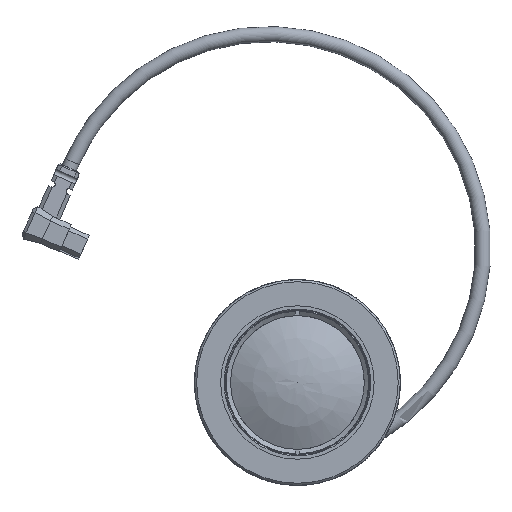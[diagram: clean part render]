
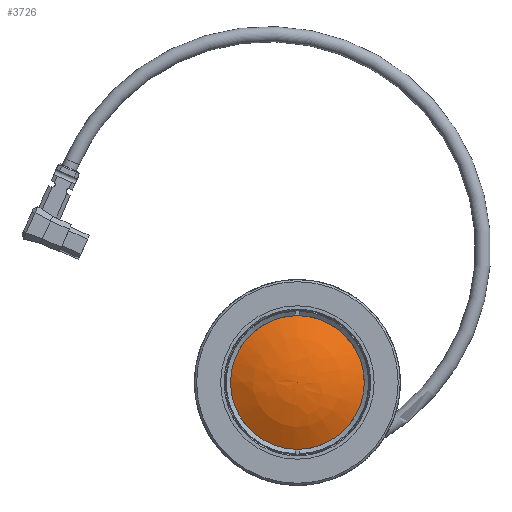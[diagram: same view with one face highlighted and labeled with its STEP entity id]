
A CAD part, left-side view. The second image highlights one B-rep face of the part: STEP entity #3726.
In plain terms, the highlighted face is a revolution surface.
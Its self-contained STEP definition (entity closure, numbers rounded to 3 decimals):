
#128=SURFACE_OF_REVOLUTION('',#249,#130);
#130=AXIS1_PLACEMENT('',#20583,#16909);
#132=VERTEX_LOOP('',#10313);
#248=B_SPLINE_CURVE_WITH_KNOTS('',3,(#20557,#20558,#20559,#20560,#20561,
#20562,#20563,#20564,#20565,#20566,#20567,#20568,#20569,#20570,#20571,#20572,
#20573,#20574),.UNSPECIFIED.,.T.,.F.,(2,2,2,2,2,2,2,2,2,2,2),(-0.125,0.,
0.125,0.25,0.375,0.5,0.625,0.75,0.875,1.,1.125),.UNSPECIFIED.);
#249=B_SPLINE_CURVE_WITH_KNOTS('',3,(#20578,#20579,#20580,#20581,#20582),
 .UNSPECIFIED.,.F.,.F.,(4,1,4),(0.,0.514,1.),.UNSPECIFIED.);
#3726=ADVANCED_FACE('',(#4460,#4461),#128,.F.);
#4460=FACE_BOUND('',#132,.T.);
#4461=FACE_BOUND('',#5286,.T.);
#5286=EDGE_LOOP('',(#8014));
#8014=ORIENTED_EDGE('',*,*,#12255,.F.);
#10312=VERTEX_POINT('',#20575);
#10313=VERTEX_POINT('',#20577);
#12255=EDGE_CURVE('',#10312,#10312,#248,.T.);
#16909=DIRECTION('',(-1.,0.,0.));
#20557=CARTESIAN_POINT('',(-54.206,4.254,16.25));
#20558=CARTESIAN_POINT('',(-54.206,-4.254,16.25));
#20559=CARTESIAN_POINT('',(-54.206,-8.482,14.499));
#20560=CARTESIAN_POINT('',(-54.206,-14.499,8.482));
#20561=CARTESIAN_POINT('',(-54.206,-16.25,4.254));
#20562=CARTESIAN_POINT('',(-54.206,-16.25,-4.254));
#20563=CARTESIAN_POINT('',(-54.206,-14.499,-8.482));
#20564=CARTESIAN_POINT('',(-54.206,-8.482,-14.499));
#20565=CARTESIAN_POINT('',(-54.206,-4.254,-16.25));
#20566=CARTESIAN_POINT('',(-54.206,4.254,-16.25));
#20567=CARTESIAN_POINT('',(-54.206,8.482,-14.499));
#20568=CARTESIAN_POINT('',(-54.206,14.499,-8.482));
#20569=CARTESIAN_POINT('',(-54.206,16.25,-4.254));
#20570=CARTESIAN_POINT('',(-54.206,16.25,4.254));
#20571=CARTESIAN_POINT('',(-54.206,14.499,8.482));
#20572=CARTESIAN_POINT('',(-54.206,8.482,14.499));
#20573=CARTESIAN_POINT('',(-54.206,4.254,16.25));
#20574=CARTESIAN_POINT('',(-54.206,-4.254,16.25));
#20575=CARTESIAN_POINT('',(-54.212,0.,16.239));
#20577=CARTESIAN_POINT('',(-58.502,0.,0.));
#20578=CARTESIAN_POINT('',(-58.502,0.,0.));
#20579=CARTESIAN_POINT('',(-58.502,2.779,0.));
#20580=CARTESIAN_POINT('',(-57.826,8.188,0.));
#20581=CARTESIAN_POINT('',(-55.713,13.597,0.));
#20582=CARTESIAN_POINT('',(-54.219,16.227,0.));
#20583=CARTESIAN_POINT('',(-58.502,0.,0.));
